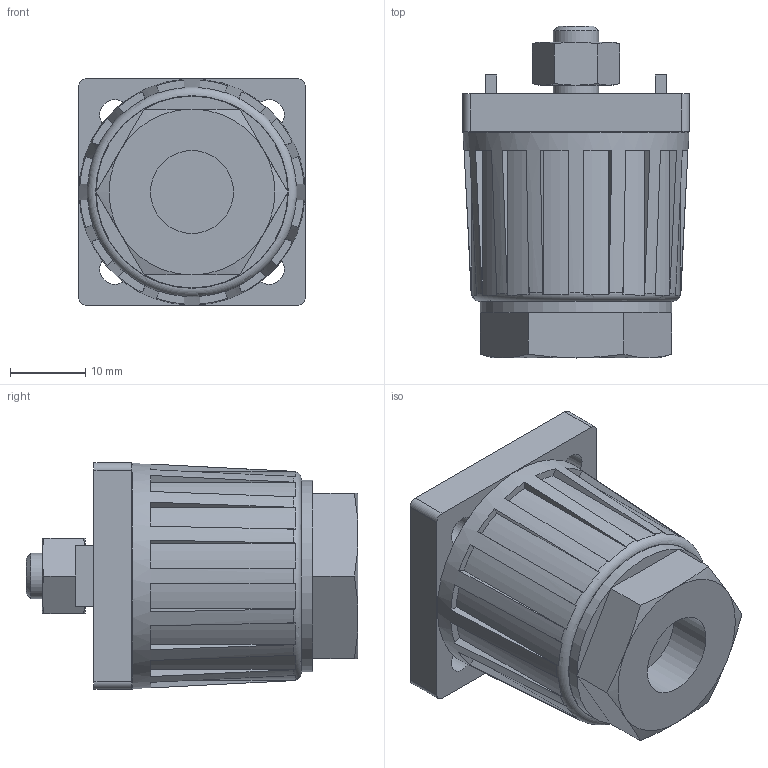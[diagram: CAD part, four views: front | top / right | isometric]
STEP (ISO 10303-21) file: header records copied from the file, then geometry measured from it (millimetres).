
FILE_DESCRIPTION( ( 'STEP AP214' ), '1' );
FILE_NAME( 'K0432.300806__0_.stp', '2020-12-07T15:09:02', ( '' ), ( '' ), ' ', 'PARTsolutions', ' ' );
FILE_SCHEMA( ( 'AUTOMOTIVE_DESIGN { 1 0 10303 214 1 1 1 1 }' ) );
Length unit declared in the file: millimetre
Products named in the file (1): _K0432.300806 (0)
Bounding box: 30 x 44 x 30 mm (x, y, z)
Volume: 21682.1 mm3; surface area: 6708.4 mm2
Topology: 1 solids, 1 shells, 135 faces, 354 edges, 231 vertices
Faces by surface type: plane 84, cylinder 29, cone 21, torus 1
Full cylindrical faces by diameter (mm): 4 x4, 6 x2, 11 x1, 21 x1, 25.432 x1
Entity records: 5288 total; most frequent: CARTESIAN_POINT 1063, ORIENTED_EDGE 666, DIRECTION 614, EDGE_CURVE 333, AXIS2_PLACEMENT_3D 246, VERTEX_POINT 223, EDGE_LOOP 164, FACE_OUTER_BOUND 144
